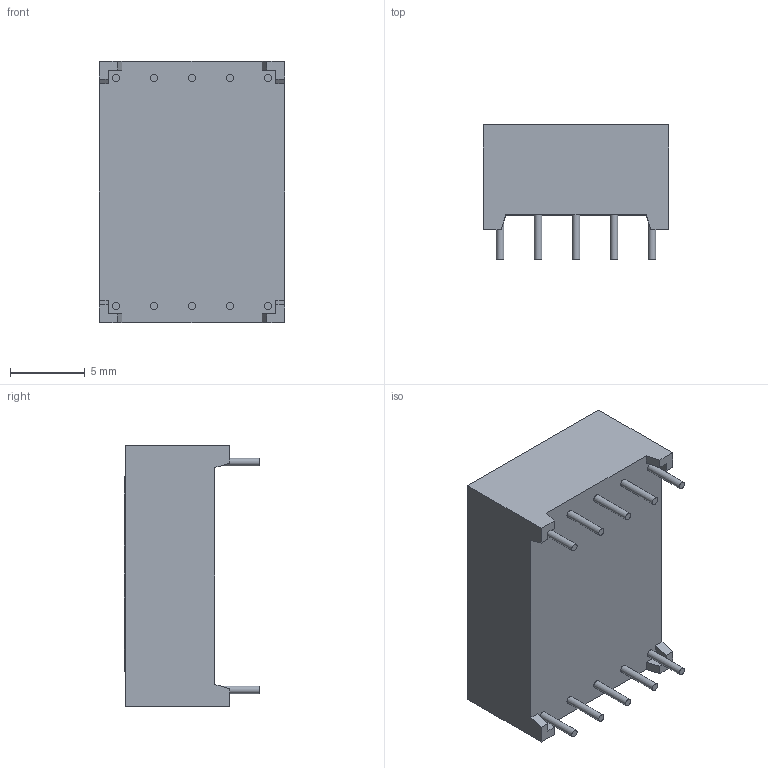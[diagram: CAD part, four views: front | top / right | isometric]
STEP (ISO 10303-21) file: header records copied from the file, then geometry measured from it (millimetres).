
FILE_DESCRIPTION(/* description */ (''),/* implementation_level */ '2;1');
FILE_NAME(/* name */ '7-Segment Display (Standard 0.5 inch).step',/* time_stamp */ '2019-02-23T01:15:53+11:00',/* author */ ('austfox'),/* organization */ (''),/* preprocessor_version */ 'ST-DEVELOPER v17.2',/* originating_system */ 'Autodesk Translation Framework v7.6.0.251',/* authorisation */ '');
FILE_SCHEMA (('AUTOMOTIVE_DESIGN { 1 0 10303 214 3 1 1 }'));
Length unit declared in the file: millimetre
Products named in the file (1): 7-Segment Display (standard 0.5")
Bounding box: 12.4 x 9.05 x 17.5 mm (x, y, z)
Volume: 1315.6 mm3; surface area: 975.5 mm2
Topology: 19 solids, 19 shells, 115 faces, 231 edges, 154 vertices
Faces by surface type: plane 104, cylinder 11
Full cylindrical faces by diameter (mm): 0.5 x10, 1.5 x1
Entity records: 2984 total; most frequent: CARTESIAN_POINT 501, DIRECTION 485, ORIENTED_EDGE 462, EDGE_CURVE 231, LINE 209, VECTOR 209, VERTEX_POINT 154, AXIS2_PLACEMENT_3D 138
